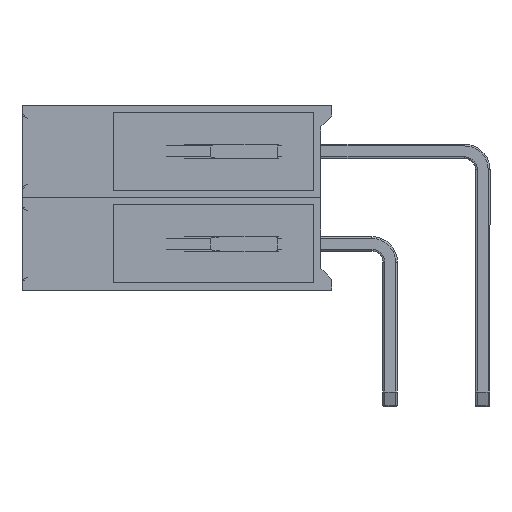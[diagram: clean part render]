
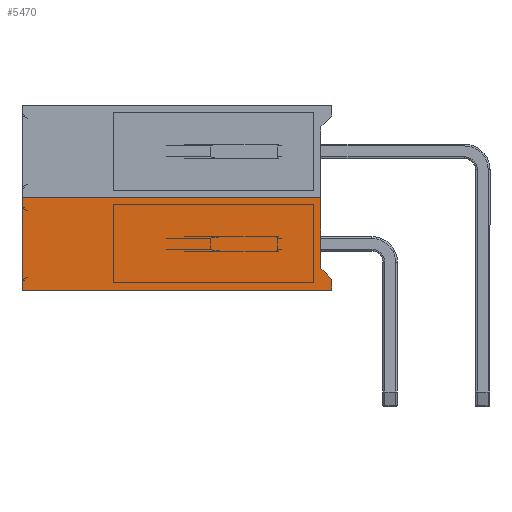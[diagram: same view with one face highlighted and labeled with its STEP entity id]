
A CAD part, left-side view. The second image highlights one B-rep face of the part: STEP entity #5470.
In plain terms, the highlighted planar face has unit normal (-1, 0, 0).
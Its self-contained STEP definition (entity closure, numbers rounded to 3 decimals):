
#435=PLANE('',#6049);
#686=FACE_OUTER_BOUND('',#1013,.T.);
#1013=EDGE_LOOP('',(#4191,#4192,#4193,#4194,#4195,#4196));
#1375=LINE('',#9157,#1759);
#1379=LINE('',#9164,#1763);
#1390=LINE('',#9188,#1774);
#1393=LINE('',#9194,#1777);
#1394=LINE('',#9196,#1778);
#1395=LINE('',#9197,#1779);
#1759=VECTOR('',#7334,10.);
#1763=VECTOR('',#7340,10.);
#1774=VECTOR('',#7363,10.);
#1777=VECTOR('',#7368,10.);
#1778=VECTOR('',#7369,10.);
#1779=VECTOR('',#7370,10.);
#2463=VERTEX_POINT('',#9154);
#2464=VERTEX_POINT('',#9156);
#2466=VERTEX_POINT('',#9162);
#2473=VERTEX_POINT('',#9187);
#2475=VERTEX_POINT('',#9193);
#2476=VERTEX_POINT('',#9195);
#3047=EDGE_CURVE('',#2463,#2464,#1375,.T.);
#3051=EDGE_CURVE('',#2463,#2466,#1379,.T.);
#3064=EDGE_CURVE('',#2473,#2464,#1390,.T.);
#3067=EDGE_CURVE('',#2466,#2475,#1393,.T.);
#3068=EDGE_CURVE('',#2476,#2475,#1394,.T.);
#3069=EDGE_CURVE('',#2473,#2476,#1395,.T.);
#4191=ORIENTED_EDGE('',*,*,#3051,.T.);
#4192=ORIENTED_EDGE('',*,*,#3067,.T.);
#4193=ORIENTED_EDGE('',*,*,#3068,.F.);
#4194=ORIENTED_EDGE('',*,*,#3069,.F.);
#4195=ORIENTED_EDGE('',*,*,#3064,.T.);
#4196=ORIENTED_EDGE('',*,*,#3047,.F.);
#5470=ADVANCED_FACE('',(#686),#435,.T.);
#6049=AXIS2_PLACEMENT_3D('',#9192,#7366,#7367);
#7334=DIRECTION('',(0.,-0.707,-0.707));
#7340=DIRECTION('',(0.,0.,1.));
#7363=DIRECTION('',(0.,0.,1.));
#7366=DIRECTION('center_axis',(-1.,0.,0.));
#7367=DIRECTION('ref_axis',(0.,0.,
1.));
#7368=DIRECTION('',(0.,1.,0.));
#7369=DIRECTION('',(0.,0.,1.));
#7370=DIRECTION('',(0.,1.,0.));
#9154=CARTESIAN_POINT('',(-1.27,1.9,0.6));
#9156=CARTESIAN_POINT('',(-1.27,1.6,0.3));
#9157=CARTESIAN_POINT('',(-1.27,1.6,0.3));
#9162=CARTESIAN_POINT('',(-1.27,1.9,2.54));
#9164=CARTESIAN_POINT('',(-1.27,1.9,0.635));
#9187=CARTESIAN_POINT('',(-1.27,1.6,0.));
#9188=CARTESIAN_POINT('',(-1.27,1.6,0.));
#9192=CARTESIAN_POINT('Origin',(-1.27,1.6,0.));
#9193=CARTESIAN_POINT('',(-1.27,10.1,2.54));
#9194=CARTESIAN_POINT('',(-1.27,1.6,2.54));
#9195=CARTESIAN_POINT('',(-1.27,10.1,0.));
#9196=CARTESIAN_POINT('',(-1.27,10.1,0.));
#9197=CARTESIAN_POINT('',(-1.27,1.6,0.));
